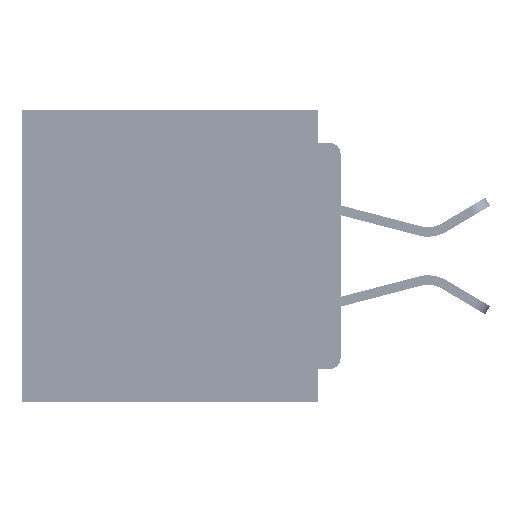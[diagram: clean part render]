
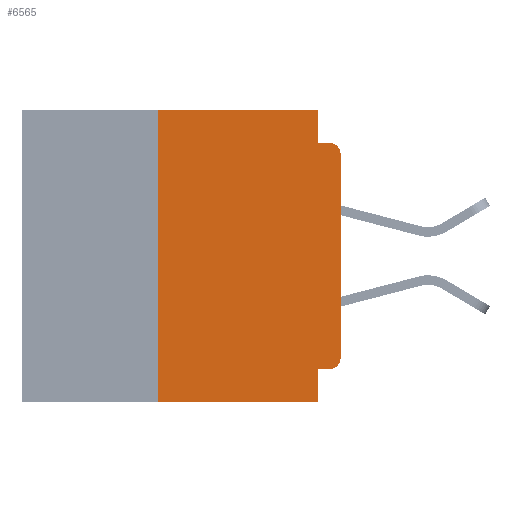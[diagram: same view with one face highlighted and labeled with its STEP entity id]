
A CAD part, left-side view. The second image highlights one B-rep face of the part: STEP entity #6565.
In plain terms, the highlighted planar face has unit normal (-1, 0, 0).
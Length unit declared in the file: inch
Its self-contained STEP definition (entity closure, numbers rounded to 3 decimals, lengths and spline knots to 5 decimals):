
#1674 = ORIENTED_EDGE ( 'NONE', *, *, #9499, .T. ) ;
#3885 = VERTEX_POINT ( 'NONE', #27561 ) ;
#4757 = DIRECTION ( 'NONE',  ( 0., 0., 1. ) ) ;
#4769 = LINE ( 'NONE', #33744, #30813 ) ;
#6146 = PLANE ( 'NONE',  #7712 ) ;
#6565 = ADVANCED_FACE ( 'NONE', ( #24849 ), #6146, .F. ) ;
#6894 = ORIENTED_EDGE ( 'NONE', *, *, #34902, .T. ) ;
#7215 = EDGE_LOOP ( 'NONE', ( #1674, #25304, #14395, #12882, #27471, #12920, #6894, #46603, #58545, #20056 ) ) ;
#7712 = AXIS2_PLACEMENT_3D ( 'NONE', #42562, #11401, #47770 ) ;
#9331 = VERTEX_POINT ( 'NONE', #40043 ) ;
#9499 = EDGE_CURVE ( 'NONE', #9331, #22675, #28774, .T. ) ;
#11401 = DIRECTION ( 'NONE',  ( 1., 0., 0. ) ) ;
#12882 = ORIENTED_EDGE ( 'NONE', *, *, #22565, .F. ) ;
#12920 = ORIENTED_EDGE ( 'NONE', *, *, #48483, .F. ) ;
#13112 = VECTOR ( 'NONE', #41226, 39.37008 ) ;
#14395 = ORIENTED_EDGE ( 'NONE', *, *, #44458, .F. ) ;
#18938 = CIRCLE ( 'NONE', #37466, 0.015 ) ;
#19458 = DIRECTION ( 'NONE',  ( 0., -1., 0. ) ) ;
#20056 = ORIENTED_EDGE ( 'NONE', *, *, #57154, .T. ) ;
#20512 = DIRECTION ( 'NONE',  ( 0., 0., -1. ) ) ;
#20757 = DIRECTION ( 'NONE',  ( 0., 0., 1. ) ) ;
#21854 = EDGE_CURVE ( 'NONE', #22675, #3885, #51105, .T. ) ;
#22032 = DIRECTION ( 'NONE',  ( -1., 0., 0. ) ) ;
#22565 = EDGE_CURVE ( 'NONE', #56930, #43700, #31484, .T. ) ;
#22675 = VERTEX_POINT ( 'NONE', #30003 ) ;
#23047 = CARTESIAN_POINT ( 'NONE',  ( 0., 0.015, -0.06 ) ) ;
#24009 = CARTESIAN_POINT ( 'NONE',  ( 0., 0.031, -0.355 ) ) ;
#24266 = VERTEX_POINT ( 'NONE', #33468 ) ;
#24849 = FACE_OUTER_BOUND ( 'NONE', #7215, .T. ) ;
#25189 = DIRECTION ( 'NONE',  ( 0., 1., 0. ) ) ;
#25304 = ORIENTED_EDGE ( 'NONE', *, *, #21854, .T. ) ;
#27471 = ORIENTED_EDGE ( 'NONE', *, *, #39271, .F. ) ;
#27561 = CARTESIAN_POINT ( 'NONE',  ( 0., 0.015, -0.045 ) ) ;
#28301 = DIRECTION ( 'NONE',  ( 0., 0., -1. ) ) ;
#28387 = LINE ( 'NONE', #55850, #56064 ) ;
#28498 = DIRECTION ( 'NONE',  ( 0., -1., 0. ) ) ;
#28572 = LINE ( 'NONE', #41442, #13112 ) ;
#28774 = LINE ( 'NONE', #51602, #40987 ) ;
#29161 = CARTESIAN_POINT ( 'NONE',  ( 0., 0.015, -0.355 ) ) ;
#29840 = CARTESIAN_POINT ( 'NONE',  ( 0., 0.031, -0.4 ) ) ;
#29863 = VECTOR ( 'NONE', #39601, 39.37008 ) ;
#30003 = CARTESIAN_POINT ( 'NONE',  ( 0., 0., -0.06 ) ) ;
#30206 = CARTESIAN_POINT ( 'NONE',  ( 0., 0., -0.355 ) ) ;
#30492 = CARTESIAN_POINT ( 'NONE',  ( 0., 0.031, 0. ) ) ;
#30813 = VECTOR ( 'NONE', #28498, 39.37008 ) ;
#31484 = LINE ( 'NONE', #34355, #29863 ) ;
#32464 = CARTESIAN_POINT ( 'NONE',  ( 0., 0.031, -0.045 ) ) ;
#33468 = CARTESIAN_POINT ( 'NONE',  ( 0., 0.25, -0.4 ) ) ;
#33744 = CARTESIAN_POINT ( 'NONE',  ( 0., 0., -0.045 ) ) ;
#34355 = CARTESIAN_POINT ( 'NONE',  ( 0., 0.031, 0. ) ) ;
#34902 = EDGE_CURVE ( 'NONE', #24266, #44637, #28387, .T. ) ;
#36378 = EDGE_CURVE ( 'NONE', #42059, #44637, #63160, .T. ) ;
#37466 = AXIS2_PLACEMENT_3D ( 'NONE', #53166, #22032, #58422 ) ;
#38788 = VECTOR ( 'NONE', #20512, 39.37008 ) ;
#39187 = VECTOR ( 'NONE', #20757, 39.37008 ) ;
#39271 = EDGE_CURVE ( 'NONE', #40772, #56930, #28572, .T. ) ;
#39601 = DIRECTION ( 'NONE',  ( 0., 0., -1. ) ) ;
#40043 = CARTESIAN_POINT ( 'NONE',  ( 0., 0., -0.34 ) ) ;
#40772 = VERTEX_POINT ( 'NONE', #58276 ) ;
#40821 = LINE ( 'NONE', #57164, #39187 ) ;
#40987 = VECTOR ( 'NONE', #4757, 39.37008 ) ;
#41226 = DIRECTION ( 'NONE',  ( 0., -1., 0. ) ) ;
#41442 = CARTESIAN_POINT ( 'NONE',  ( 0., 0.437, 0. ) ) ;
#42059 = VERTEX_POINT ( 'NONE', #24009 ) ;
#42562 = CARTESIAN_POINT ( 'NONE',  ( 0., 0.437, 0. ) ) ;
#43700 = VERTEX_POINT ( 'NONE', #32464 ) ;
#44083 = AXIS2_PLACEMENT_3D ( 'NONE', #23047, #59448, #28301 ) ;
#44458 = EDGE_CURVE ( 'NONE', #43700, #3885, #4769, .T. ) ;
#44637 = VERTEX_POINT ( 'NONE', #29840 ) ;
#46450 = CARTESIAN_POINT ( 'NONE',  ( 0., 0.031, -0.4 ) ) ;
#46603 = ORIENTED_EDGE ( 'NONE', *, *, #36378, .F. ) ;
#47770 = DIRECTION ( 'NONE',  ( 0., 0., -1. ) ) ;
#48483 = EDGE_CURVE ( 'NONE', #24266, #40772, #40821, .T. ) ;
#51105 = CIRCLE ( 'NONE', #44083, 0.015 ) ;
#51602 = CARTESIAN_POINT ( 'NONE',  ( 0., 0., 0. ) ) ;
#52805 = EDGE_CURVE ( 'NONE', #61070, #42059, #65131, .T. ) ;
#53166 = CARTESIAN_POINT ( 'NONE',  ( 0., 0.015, -0.34 ) ) ;
#55850 = CARTESIAN_POINT ( 'NONE',  ( 0., 0.437, -0.4 ) ) ;
#56064 = VECTOR ( 'NONE', #19458, 39.37008 ) ;
#56930 = VERTEX_POINT ( 'NONE', #30492 ) ;
#57154 = EDGE_CURVE ( 'NONE', #61070, #9331, #18938, .T. ) ;
#57164 = CARTESIAN_POINT ( 'NONE',  ( 0., 0.25, -0.4 ) ) ;
#58276 = CARTESIAN_POINT ( 'NONE',  ( 0., 0.25, 0. ) ) ;
#58422 = DIRECTION ( 'NONE',  ( 0., 0., -1. ) ) ;
#58545 = ORIENTED_EDGE ( 'NONE', *, *, #52805, .F. ) ;
#59448 = DIRECTION ( 'NONE',  ( -1., 0., 0. ) ) ;
#61070 = VERTEX_POINT ( 'NONE', #29161 ) ;
#63160 = LINE ( 'NONE', #46450, #38788 ) ;
#63512 = VECTOR ( 'NONE', #25189, 39.37008 ) ;
#65131 = LINE ( 'NONE', #30206, #63512 ) ;
